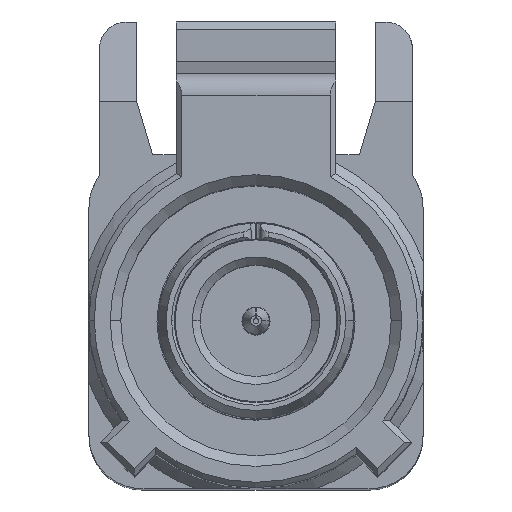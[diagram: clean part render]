
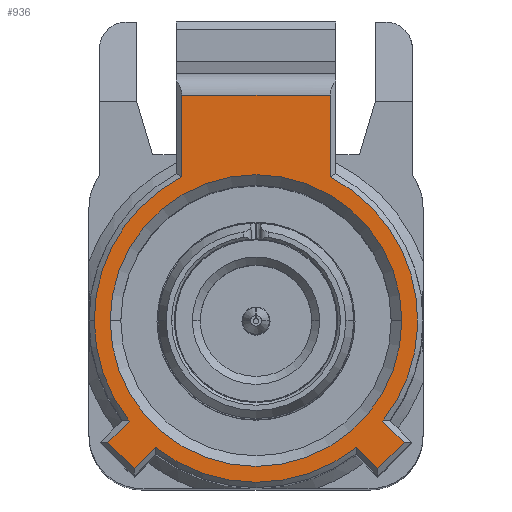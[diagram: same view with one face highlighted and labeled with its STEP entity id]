
A CAD part, top view. The second image highlights one B-rep face of the part: STEP entity #936.
In plain terms, the highlighted planar face has unit normal (0, 0, 1).
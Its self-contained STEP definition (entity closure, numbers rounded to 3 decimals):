
#189 = DIRECTION ( 'NONE',  ( 0.707, -0.707, 0. ) ) ;
#194 = CARTESIAN_POINT ( 'NONE',  ( 0., 0., 0. ) ) ;
#362 = CIRCLE ( 'NONE', #14711, 2.75 ) ;
#383 = VERTEX_POINT ( 'NONE', #504 ) ;
#504 = CARTESIAN_POINT ( 'NONE',  ( -2.39, -1.895, 0. ) ) ;
#936 = ADVANCED_FACE ( 'NONE', ( #21662, #8714 ), #3882, .T. ) ;
#1209 = EDGE_CURVE ( 'NONE', #4087, #26044, #362, .T. ) ;
#1397 = ORIENTED_EDGE ( 'NONE', *, *, #5938, .T. ) ;
#1396 = CARTESIAN_POINT ( 'NONE',  ( 2.39, -1.895, 0. ) ) ;
#1431 = VERTEX_POINT ( 'NONE', #7384 ) ;
#1663 = DIRECTION ( 'NONE',  ( 0., 0., -1. ) ) ;
#1685 = VERTEX_POINT ( 'NONE', #8114 ) ;
#1761 = EDGE_CURVE ( 'NONE', #17063, #8026, #21656, .T. ) ;
#1930 = DIRECTION ( 'NONE',  ( 1., 0., 0. ) ) ;
#2339 = CARTESIAN_POINT ( 'NONE',  ( 0.247, -0.247, 0. ) ) ;
#2488 = DIRECTION ( 'NONE',  ( -1., 0., 0. ) ) ;
#2547 = DIRECTION ( 'NONE',  ( 0., 0., -1. ) ) ;
#2574 = VECTOR ( 'NONE', #189, 1000. ) ;
#3114 = ORIENTED_EDGE ( 'NONE', *, *, #7241, .T. ) ;
#3187 = EDGE_CURVE ( 'NONE', #16282, #17063, #14624, .T. ) ;
#3882 = PLANE ( 'NONE',  #25863 ) ;
#3975 = VECTOR ( 'NONE', #17895, 1000. ) ;
#4046 = DIRECTION ( 'NONE',  ( 0., 0., 1. ) ) ;
#4087 = VERTEX_POINT ( 'NONE', #23475 ) ;
#4266 = AXIS2_PLACEMENT_3D ( 'NONE', #194, #2547, #30647 ) ;
#4806 = LINE ( 'NONE', #28057, #18470 ) ;
#5165 = LINE ( 'NONE', #17783, #10967 ) ;
#5218 = LINE ( 'NONE', #25824, #2574 ) ;
#5294 = EDGE_CURVE ( 'NONE', #8026, #383, #23702, .T. ) ;
#5310 = CARTESIAN_POINT ( 'NONE',  ( 1.4, 4.25, 0. ) ) ;
#5395 = EDGE_CURVE ( 'NONE', #383, #31747, #25240, .T. ) ;
#5938 = EDGE_CURVE ( 'NONE', #1431, #29816, #18135, .T. ) ;
#6320 = CARTESIAN_POINT ( 'NONE',  ( 2.793, -2.298, 0. ) ) ;
#6346 = AXIS2_PLACEMENT_3D ( 'NONE', #16509, #14012, #19160 ) ;
#6511 = CARTESIAN_POINT ( 'NONE',  ( 0., 0., 0. ) ) ;
#6882 = ORIENTED_EDGE ( 'NONE', *, *, #14249, .T. ) ;
#7241 = EDGE_CURVE ( 'NONE', #27655, #1431, #21186, .T. ) ;
#7317 = LINE ( 'NONE', #30412, #12166 ) ;
#7384 = CARTESIAN_POINT ( 'NONE',  ( 1.4, 2.71, 0. ) ) ;
#7424 = VERTEX_POINT ( 'NONE', #28747 ) ;
#7471 = DIRECTION ( 'NONE',  ( 0.707, -0.707, 0. ) ) ;
#7672 = ORIENTED_EDGE ( 'NONE', *, *, #5395, .T. ) ;
#8026 = VERTEX_POINT ( 'NONE', #26614 ) ;
#8114 = CARTESIAN_POINT ( 'NONE',  ( 2.298, -2.793, 0. ) ) ;
#8116 = ORIENTED_EDGE ( 'NONE', *, *, #1209, .T. ) ;
#8324 = DIRECTION ( 'NONE',  ( 0., 1., 0. ) ) ;
#8514 = EDGE_LOOP ( 'NONE', ( #6882, #8116 ) ) ;
#8520 = VECTOR ( 'NONE', #22988, 1000. ) ;
#8685 = CIRCLE ( 'NONE', #32598, 3.05 ) ;
#8714 = FACE_BOUND ( 'NONE', #8514, .T. ) ;
#9112 = ORIENTED_EDGE ( 'NONE', *, *, #3187, .T. ) ;
#9775 = CARTESIAN_POINT ( 'NONE',  ( 0., 0., 0. ) ) ;
#9807 = CARTESIAN_POINT ( 'NONE',  ( -1.4, 2.71, 0. ) ) ;
#10575 = ORIENTED_EDGE ( 'NONE', *, *, #15781, .T. ) ;
#10679 = ORIENTED_EDGE ( 'NONE', *, *, #11310, .T. ) ;
#10967 = VECTOR ( 'NONE', #2488, 1000. ) ;
#11310 = EDGE_CURVE ( 'NONE', #31747, #22123, #5218, .T. ) ;
#12166 = VECTOR ( 'NONE', #15451, 1000. ) ;
#12187 = CARTESIAN_POINT ( 'NONE',  ( -1.4, 4.25, 0. ) ) ;
#12952 = EDGE_CURVE ( 'NONE', #22123, #7424, #23320, .T. ) ;
#12983 = ORIENTED_EDGE ( 'NONE', *, *, #1761, .T. ) ;
#14012 = DIRECTION ( 'NONE',  ( 0., 0., 1. ) ) ;
#14249 = EDGE_CURVE ( 'NONE', #26044, #4087, #30353, .T. ) ;
#14624 = LINE ( 'NONE', #29590, #26861 ) ;
#14689 = VECTOR ( 'NONE', #30281, 1000. ) ;
#14711 = AXIS2_PLACEMENT_3D ( 'NONE', #6511, #1663, #26784 ) ;
#15451 = DIRECTION ( 'NONE',  ( -0.707, 0.707, 0. ) ) ;
#15781 = EDGE_CURVE ( 'NONE', #1685, #31393, #29607, .T. ) ;
#16282 = VERTEX_POINT ( 'NONE', #12187 ) ;
#16509 = CARTESIAN_POINT ( 'NONE',  ( 0., 0., 0. ) ) ;
#16751 = AXIS2_PLACEMENT_3D ( 'NONE', #9775, #27880, #1930 ) ;
#17063 = VERTEX_POINT ( 'NONE', #9807 ) ;
#17783 = CARTESIAN_POINT ( 'NONE',  ( -1.5, 4.25, 0. ) ) ;
#17895 = DIRECTION ( 'NONE',  ( -0.707, -0.707, 0. ) ) ;
#18135 = LINE ( 'NONE', #21277, #18807 ) ;
#18470 = VECTOR ( 'NONE', #7471, 1000. ) ;
#18807 = VECTOR ( 'NONE', #8324, 1000. ) ;
#18824 = DIRECTION ( 'NONE',  ( 1., 0., 0. ) ) ;
#19028 = EDGE_CURVE ( 'NONE', #7424, #23904, #8685, .T. ) ;
#19160 = DIRECTION ( 'NONE',  ( 1., 0., 0. ) ) ;
#19444 = DIRECTION ( 'NONE',  ( 0., -1., 0. ) ) ;
#19870 = DIRECTION ( 'NONE',  ( 0., 0., 1. ) ) ;
#21037 = ORIENTED_EDGE ( 'NONE', *, *, #5294, .T. ) ;
#21099 = CARTESIAN_POINT ( 'NONE',  ( 1.895, -2.39, 0. ) ) ;
#21186 = CIRCLE ( 'NONE', #6346, 3.05 ) ;
#21277 = CARTESIAN_POINT ( 'NONE',  ( 1.4, 4.25, 0. ) ) ;
#21441 = DIRECTION ( 'NONE',  ( 0., 0., 1. ) ) ;
#21656 = CIRCLE ( 'NONE', #30681, 3.05 ) ;
#21662 = FACE_OUTER_BOUND ( 'NONE', #28314, .T. ) ;
#21993 = CARTESIAN_POINT ( 'NONE',  ( 0., 0., 0. ) ) ;
#22123 = VERTEX_POINT ( 'NONE', #27843 ) ;
#22593 = EDGE_CURVE ( 'NONE', #29816, #16282, #5165, .T. ) ;
#22988 = DIRECTION ( 'NONE',  ( 0.707, 0.707, 0. ) ) ;
#23320 = LINE ( 'NONE', #2339, #8520 ) ;
#23475 = CARTESIAN_POINT ( 'NONE',  ( -2.75, 0., 0. ) ) ;
#23655 = ORIENTED_EDGE ( 'NONE', *, *, #19028, .T. ) ;
#23702 = CIRCLE ( 'NONE', #16751, 3.05 ) ;
#23770 = CARTESIAN_POINT ( 'NONE',  ( 2.75, 0., 0. ) ) ;
#23904 = VERTEX_POINT ( 'NONE', #21099 ) ;
#24097 = EDGE_CURVE ( 'NONE', #23904, #1685, #4806, .T. ) ;
#25132 = ORIENTED_EDGE ( 'NONE', *, *, #24097, .T. ) ;
#25240 = LINE ( 'NONE', #28041, #3975 ) ;
#25517 = CARTESIAN_POINT ( 'NONE',  ( -2.793, -2.298, 0. ) ) ;
#25549 = CARTESIAN_POINT ( 'NONE',  ( 0., 0., 0. ) ) ;
#25824 = CARTESIAN_POINT ( 'NONE',  ( -2.546, -2.546, 0. ) ) ;
#25863 = AXIS2_PLACEMENT_3D ( 'NONE', #21993, #4046, #18824 ) ;
#26044 = VERTEX_POINT ( 'NONE', #23770 ) ;
#26614 = CARTESIAN_POINT ( 'NONE',  ( -3.05, 0., 0. ) ) ;
#26763 = DIRECTION ( 'NONE',  ( 1., 0., 0. ) ) ;
#26784 = DIRECTION ( 'NONE',  ( 1., 0., 0. ) ) ;
#26861 = VECTOR ( 'NONE', #19444, 1000. ) ;
#27091 = CARTESIAN_POINT ( 'NONE',  ( 0., 0., 0. ) ) ;
#27301 = ORIENTED_EDGE ( 'NONE', *, *, #27520, .T. ) ;
#27520 = EDGE_CURVE ( 'NONE', #31393, #27655, #7317, .T. ) ;
#27655 = VERTEX_POINT ( 'NONE', #1396 ) ;
#27682 = ORIENTED_EDGE ( 'NONE', *, *, #12952, .T. ) ;
#27843 = CARTESIAN_POINT ( 'NONE',  ( -2.298, -2.793, 0. ) ) ;
#27880 = DIRECTION ( 'NONE',  ( 0., 0., 1. ) ) ;
#28041 = CARTESIAN_POINT ( 'NONE',  ( -0.247, 0.247, 0. ) ) ;
#28057 = CARTESIAN_POINT ( 'NONE',  ( -0.247, -0.247, 0. ) ) ;
#28314 = EDGE_LOOP ( 'NONE', ( #29848, #9112, #12983, #21037, #7672, #10679, #27682, #23655, #25132, #10575, #27301, #3114, #1397 ) ) ;
#28747 = CARTESIAN_POINT ( 'NONE',  ( -1.895, -2.39, 0. ) ) ;
#29590 = CARTESIAN_POINT ( 'NONE',  ( -1.4, 2.77, 0. ) ) ;
#29607 = LINE ( 'NONE', #32626, #14689 ) ;
#29816 = VERTEX_POINT ( 'NONE', #5310 ) ;
#29848 = ORIENTED_EDGE ( 'NONE', *, *, #22593, .T. ) ;
#30019 = DIRECTION ( 'NONE',  ( 1., 0., 0. ) ) ;
#30281 = DIRECTION ( 'NONE',  ( 0.707, 0.707, 0. ) ) ;
#30353 = CIRCLE ( 'NONE', #4266, 2.75 ) ;
#30412 = CARTESIAN_POINT ( 'NONE',  ( 0.247, 0.247, 0. ) ) ;
#30647 = DIRECTION ( 'NONE',  ( 1., 0., 0. ) ) ;
#30681 = AXIS2_PLACEMENT_3D ( 'NONE', #25549, #19870, #30019 ) ;
#31393 = VERTEX_POINT ( 'NONE', #6320 ) ;
#31747 = VERTEX_POINT ( 'NONE', #25517 ) ;
#32598 = AXIS2_PLACEMENT_3D ( 'NONE', #27091, #21441, #26763 ) ;
#32626 = CARTESIAN_POINT ( 'NONE',  ( 2.546, -2.546, 0. ) ) ;
